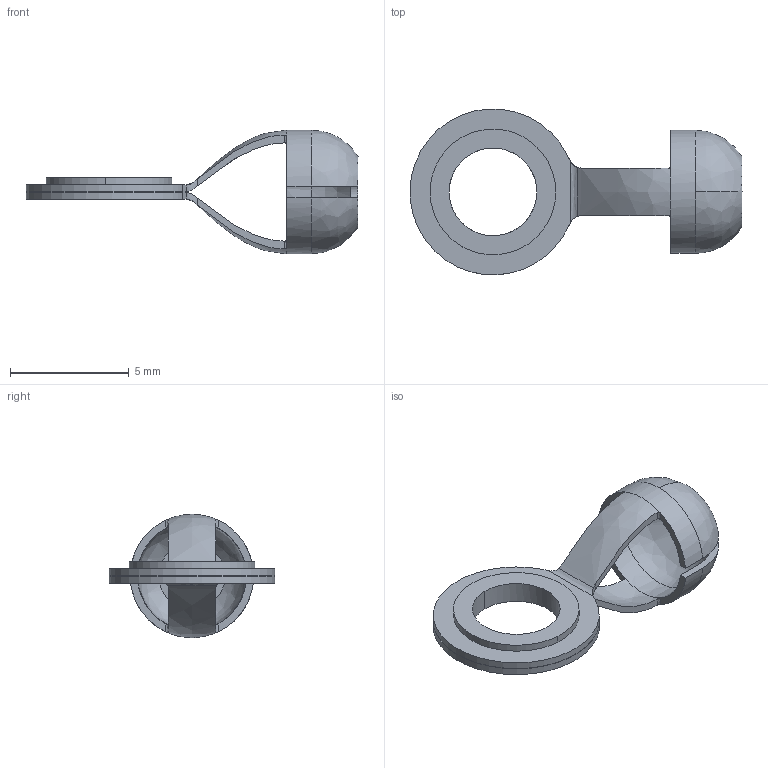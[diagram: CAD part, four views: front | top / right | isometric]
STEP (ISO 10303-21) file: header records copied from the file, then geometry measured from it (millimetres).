
FILE_DESCRIPTION((''),'2;1');
FILE_NAME('','2005-12-14T14:32:53',(''),(''),'','CADfix','');
FILE_SCHEMA(('AUTOMOTIVE_DESIGN'));
Length unit declared in the file: millimetre
Products named in the file (1): treminal
Bounding box: 14 x 6.99 x 5.2 mm (x, y, z)
Volume: 39.7 mm3; surface area: 262.9 mm2
Topology: 1 solids, 1 shells, 51 faces, 158 edges, 110 vertices
Faces by surface type: bspline 51
Entity records: 3403 total; most frequent: CARTESIAN_POINT 2494, ORIENTED_EDGE 316, EDGE_CURVE 158, VERTEX_POINT 110, B_SPLINE_CURVE_WITH_KNOTS 58, QUASI_UNIFORM_CURVE 57, EDGE_LOOP 56, FACE_OUTER_BOUND 51
